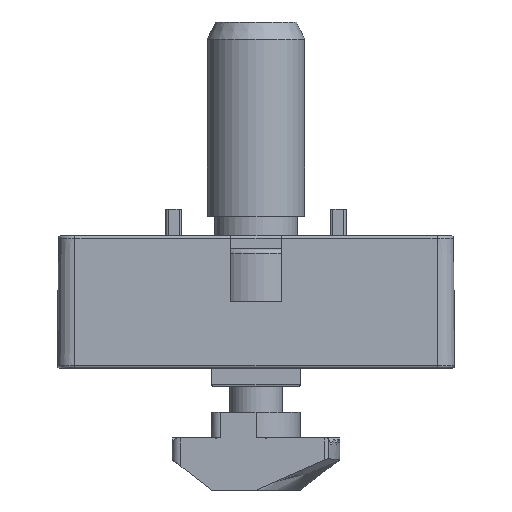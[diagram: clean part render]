
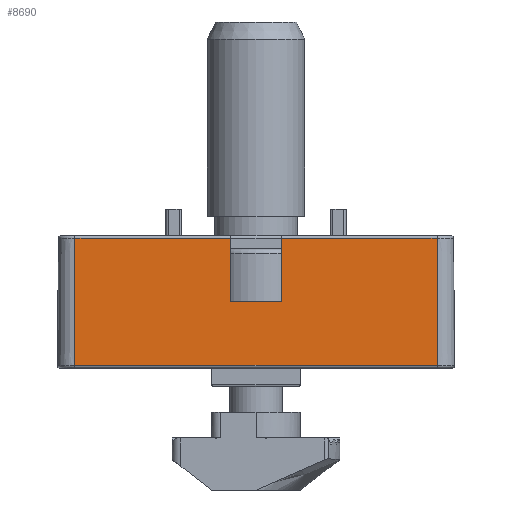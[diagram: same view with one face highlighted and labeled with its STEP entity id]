
A CAD part, left-side view. The second image highlights one B-rep face of the part: STEP entity #8690.
In plain terms, the highlighted face is planar.
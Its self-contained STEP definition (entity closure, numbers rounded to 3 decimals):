
#1075=FACE_OUTER_BOUND('',#1596,.T.);
#1596=EDGE_LOOP('',(#7010,#7011,#7012,#7013,#7014,#7015,#7016,#7017));
#2301=LINE('',#14979,#3000);
#2302=LINE('',#14983,#3001);
#2303=LINE('',#14985,#3002);
#2304=LINE('',#14987,#3003);
#2305=LINE('',#14989,#3004);
#2306=LINE('',#14991,#3005);
#2307=LINE('',#14993,#3006);
#2308=LINE('',#14994,#3007);
#3000=VECTOR('',#11533,1000.);
#3001=VECTOR('',#11538,1000.);
#3002=VECTOR('',#11539,1000.);
#3003=VECTOR('',#11540,1000.);
#3004=VECTOR('',#11541,1000.);
#3005=VECTOR('',#11542,1000.);
#3006=VECTOR('',#11543,1000.);
#3007=VECTOR('',#11544,1000.);
#4179=VERTEX_POINT('',#14976);
#4180=VERTEX_POINT('',#14978);
#4181=VERTEX_POINT('',#14982);
#4182=VERTEX_POINT('',#14984);
#4183=VERTEX_POINT('',#14986);
#4184=VERTEX_POINT('',#14988);
#4185=VERTEX_POINT('',#14990);
#4186=VERTEX_POINT('',#14992);
#5185=EDGE_CURVE('',#4180,#4179,#2301,.T.);
#5187=EDGE_CURVE('',#4179,#4181,#2302,.T.);
#5188=EDGE_CURVE('',#4182,#4181,#2303,.T.);
#5189=EDGE_CURVE('',#4182,#4183,#2304,.F.);
#5190=EDGE_CURVE('',#4183,#4184,#2305,.F.);
#5191=EDGE_CURVE('',#4185,#4184,#2306,.F.);
#5192=EDGE_CURVE('',#4185,#4186,#2307,.F.);
#5193=EDGE_CURVE('',#4186,#4180,#2308,.F.);
#7010=ORIENTED_EDGE('',*,*,#5185,.T.);
#7011=ORIENTED_EDGE('',*,*,#5187,.T.);
#7012=ORIENTED_EDGE('',*,*,#5188,.F.);
#7013=ORIENTED_EDGE('',*,*,#5189,.T.);
#7014=ORIENTED_EDGE('',*,*,#5190,.T.);
#7015=ORIENTED_EDGE('',*,*,#5191,.F.);
#7016=ORIENTED_EDGE('',*,*,#5192,.T.);
#7017=ORIENTED_EDGE('',*,*,#5193,.T.);
#8364=PLANE('',#9628);
#8690=ADVANCED_FACE('',(#1075),#8364,.T.);
#9628=AXIS2_PLACEMENT_3D('',#14981,#11536,#11537);
#11533=DIRECTION('',(-0.009,-1.,0.));
#11536=DIRECTION('center_axis',(-1.,0.009,
0.));
#11537=DIRECTION('ref_axis',(-0.009,-1.,0.));
#11538=DIRECTION('',(0.,0.,1.));
#11539=DIRECTION('',(-0.009,-1.,0.));
#11540=DIRECTION('',(0.,0.,1.));
#11541=DIRECTION('',(0.009,1.,0.));
#11542=DIRECTION('',(0.,0.,-1.));
#11543=DIRECTION('',(-0.009,-1.,0.));
#11544=DIRECTION('',(0.,0.,1.));
#14976=CARTESIAN_POINT('',(-22.497,0.303,-20.5));
#14978=CARTESIAN_POINT('',(-22.372,14.703,-20.5));
#14979=CARTESIAN_POINT('',(-22.5,0.,-20.5));
#14981=CARTESIAN_POINT('Origin',(-22.5,0.,-20.5));
#14982=CARTESIAN_POINT('',(-22.497,0.303,20.5));
#14983=CARTESIAN_POINT('',(-22.497,0.303,-20.5));
#14984=CARTESIAN_POINT('',(-22.372,14.703,20.5));
#14985=CARTESIAN_POINT('',(-22.5,0.,20.5));
#14986=CARTESIAN_POINT('',(-22.372,14.703,2.887));
#14987=CARTESIAN_POINT('',(-22.372,14.703,2.887));
#14988=CARTESIAN_POINT('',(-22.435,7.5,2.887));
#14989=CARTESIAN_POINT('',(-22.5,0.,2.887));
#14990=CARTESIAN_POINT('',(-22.435,7.5,-2.887));
#14991=CARTESIAN_POINT('',(-22.435,7.5,-20.5));
#14992=CARTESIAN_POINT('',(-22.372,14.703,-2.887));
#14993=CARTESIAN_POINT('',(-22.5,0.,-2.887));
#14994=CARTESIAN_POINT('',(-22.372,14.703,-20.5));
